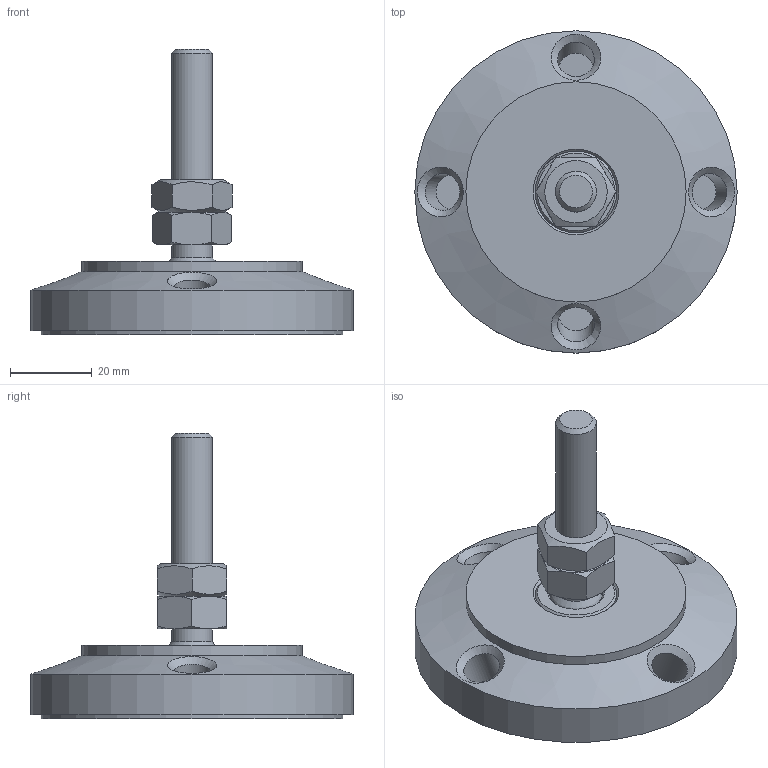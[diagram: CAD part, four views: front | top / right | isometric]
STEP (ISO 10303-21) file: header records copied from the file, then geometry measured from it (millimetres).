
FILE_DESCRIPTION(/* description */ ('GK Stellf. Stahl verz. D 79'),/* implementation_level */ '2;1');
FILE_NAME(/* name */ 'SF0433V.stp',/* time_stamp */ '2015-12-22T13:52:57+01:00',/* author */ ('Marina Kaa'),/* organization */ (''),/* preprocessor_version */ 'ST-DEVELOPER v15.6',/* originating_system */ 'Autodesk Inventor 2015',/* authorisation */ '');
FILE_SCHEMA (('AUTOMOTIVE_DESIGN { 1 0 10303 214 3 1 1 }'));
Length unit declared in the file: millimetre
Products named in the file (6): ME9601451_A; ME1501000_A; ME14100630370_A; DK0934100001_A; ME5201000_A; SF0433V_A
Bounding box: 79 x 79 x 70.03 mm (x, y, z)
Volume: 78412.1 mm3; surface area: 29589.6 mm2
Topology: 5 solids, 5 shells, 75 faces, 170 edges, 110 vertices
Faces by surface type: plane 28, cone 23, cylinder 18, bspline 4, sphere 2
Full cylindrical faces by diameter (mm): 6 x1, 8.376 x1, 9 x4, 9.9 x1, 10 x1, 12.95 x1, 20 x4, 21 x1, 54 x1, 74 x1, 75 x1, 79 x1
Entity records: 2436 total; most frequent: CARTESIAN_POINT 880, DIRECTION 296, ORIENTED_EDGE 252, AXIS2_PLACEMENT_3D 136, EDGE_CURVE 126, EDGE_LOOP 124, VERTEX_POINT 98, ADVANCED_FACE 75
